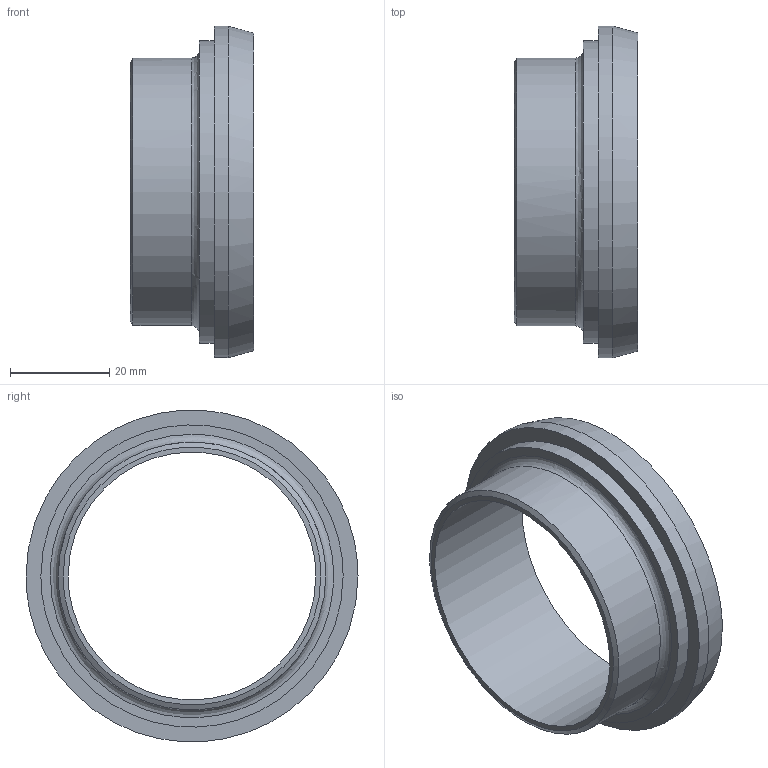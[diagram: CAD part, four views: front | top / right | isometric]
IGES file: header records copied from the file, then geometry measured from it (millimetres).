
Global section: file name: 1H20113050000; native system: Autodesk Inventor 2015; preprocessor: unknown; author: Struska Martin; organization: Bupospol, Armaturka Koukol, spol. s r.o.; date: 20160301.110534; units: millimetre
Bounding box: 25 x 67 x 66.87 mm (x, y, z)
Volume: 19240.2 mm3; surface area: 11227.3 mm2
Topology: 1 solids, 1 shells, 11 faces, 30 edges, 23 vertices
Faces by surface type: bspline 11
